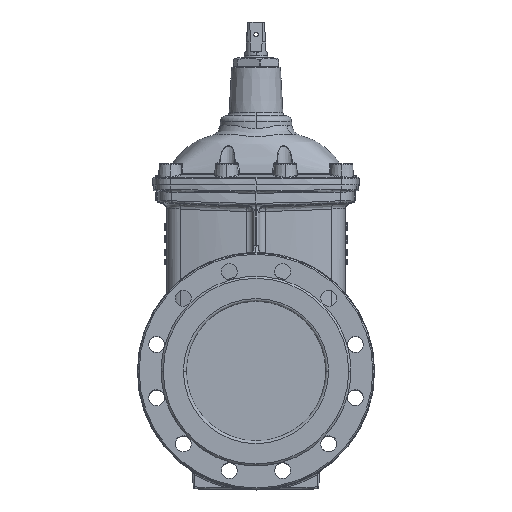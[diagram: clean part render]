
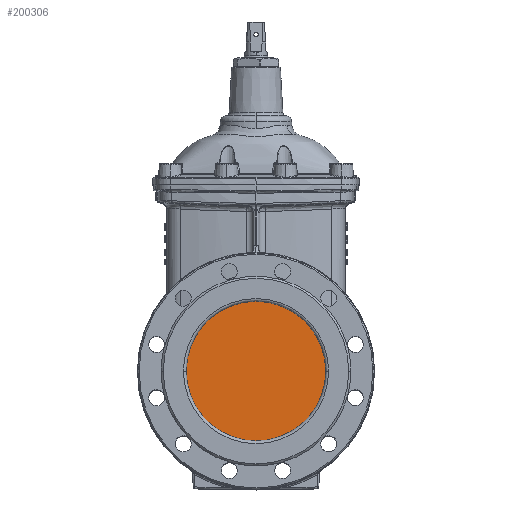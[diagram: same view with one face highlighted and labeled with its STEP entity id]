
A CAD part, top view. The second image highlights one B-rep face of the part: STEP entity #200306.
In plain terms, the highlighted planar face has unit normal (0, 0, 1).
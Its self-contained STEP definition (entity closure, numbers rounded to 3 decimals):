
#11287 = DIRECTION ( 'NONE',  ( -1., 0., 0. ) ) ;
#27895 = CIRCLE ( 'NONE', #193637, 100. ) ;
#33612 = CIRCLE ( 'NONE', #78688, 100. ) ;
#35445 = AXIS2_PLACEMENT_3D ( 'NONE', #100455, #116138, #52015 ) ;
#36429 = VERTEX_POINT ( 'NONE', #52183 ) ;
#38615 = DIRECTION ( 'NONE',  ( 0., 0., 1. ) ) ;
#52015 = DIRECTION ( 'NONE',  ( 0., -1., 0. ) ) ;
#52183 = CARTESIAN_POINT ( 'NONE',  ( -100., -267., 111. ) ) ;
#65214 = EDGE_CURVE ( 'NONE', #79796, #36429, #27895, .T. ) ;
#67738 = PLANE ( 'NONE',  #35445 ) ;
#68042 = CARTESIAN_POINT ( 'NONE',  ( 0., -267., 111. ) ) ;
#78688 = AXIS2_PLACEMENT_3D ( 'NONE', #198268, #152517, #11287 ) ;
#79796 = VERTEX_POINT ( 'NONE', #177358 ) ;
#82455 = FACE_OUTER_BOUND ( 'NONE', #114905, .T. ) ;
#100455 = CARTESIAN_POINT ( 'NONE',  ( 0., -372., 111. ) ) ;
#113770 = DIRECTION ( 'NONE',  ( -1., 0., 0. ) ) ;
#114905 = EDGE_LOOP ( 'NONE', ( #133647, #178252 ) ) ;
#116138 = DIRECTION ( 'NONE',  ( 0., 0., 1. ) ) ;
#133647 = ORIENTED_EDGE ( 'NONE', *, *, #174251, .T. ) ;
#152517 = DIRECTION ( 'NONE',  ( 0., 0., 1. ) ) ;
#174251 = EDGE_CURVE ( 'NONE', #36429, #79796, #33612, .T. ) ;
#177358 = CARTESIAN_POINT ( 'NONE',  ( 100., -267., 111. ) ) ;
#178252 = ORIENTED_EDGE ( 'NONE', *, *, #65214, .T. ) ;
#193637 = AXIS2_PLACEMENT_3D ( 'NONE', #68042, #38615, #113770 ) ;
#198268 = CARTESIAN_POINT ( 'NONE',  ( 0., -267., 111. ) ) ;
#200306 = ADVANCED_FACE ( 'NONE', ( #82455 ), #67738, .T. ) ;
